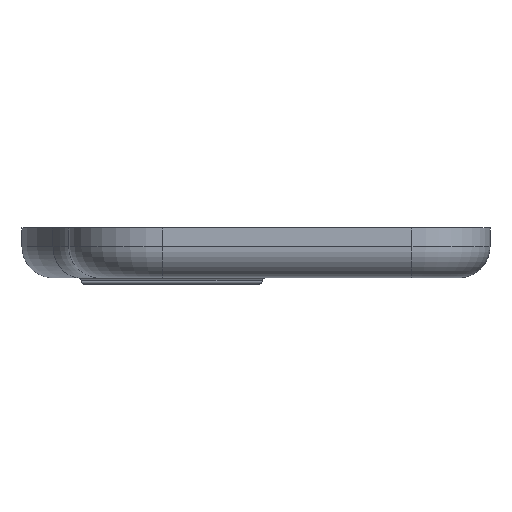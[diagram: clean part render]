
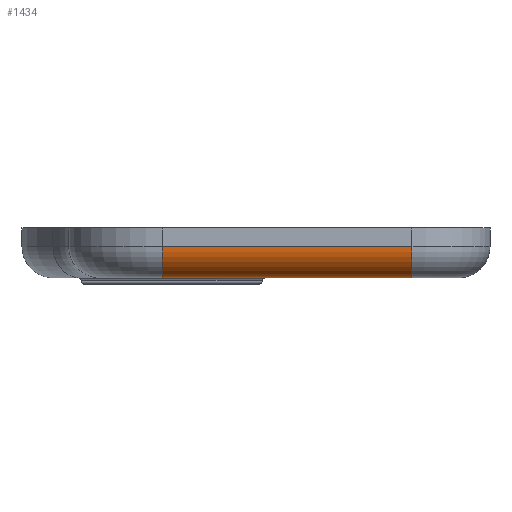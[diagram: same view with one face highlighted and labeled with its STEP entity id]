
A CAD part, left-side view. The second image highlights one B-rep face of the part: STEP entity #1434.
In plain terms, the highlighted cylindrical face has radius 10 mm (diameter 20 mm), a partial arc.
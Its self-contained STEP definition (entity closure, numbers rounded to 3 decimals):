
#253=CIRCLE('',#12841,10.);
#259=CIRCLE('',#12849,10.);
#345=CYLINDRICAL_SURFACE('',#12850,10.);
#748=FACE_OUTER_BOUND('',#5150,.T.);
#1434=ADVANCED_FACE('',(#748),#345,.T.);
#2848=LINE('',#21322,#3942);
#2849=LINE('',#21323,#3943);
#3942=VECTOR('',#14618,1.);
#3943=VECTOR('',#14619,1.);
#5150=EDGE_LOOP('',(#7065,#7066,#7067,#7068));
#7065=ORIENTED_EDGE('',*,*,#11119,.F.);
#7066=ORIENTED_EDGE('',*,*,#11120,.F.);
#7067=ORIENTED_EDGE('',*,*,#11113,.T.);
#7068=ORIENTED_EDGE('',*,*,#11121,.F.);
#9701=VERTEX_POINT('',#21308);
#9702=VERTEX_POINT('',#21309);
#9705=VERTEX_POINT('',#21320);
#9706=VERTEX_POINT('',#21321);
#11113=EDGE_CURVE('',#9701,#9702,#253,.T.);
#11119=EDGE_CURVE('',#9705,#9706,#259,.T.);
#11120=EDGE_CURVE('',#9701,#9705,#2848,.T.);
#11121=EDGE_CURVE('',#9706,#9702,#2849,.T.);
#12841=AXIS2_PLACEMENT_3D('',#21307,#14600,#14601);
#12849=AXIS2_PLACEMENT_3D('',#21319,#14616,#14617);
#12850=AXIS2_PLACEMENT_3D('',#21324,#14620,#14621);
#14600=DIRECTION('',(0.,1.,0.));
#14601=DIRECTION('',(1.,0.,0.));
#14616=DIRECTION('',(0.,1.,0.));
#14617=DIRECTION('',(0.,0.,-1.));
#14618=DIRECTION('',(0.,1.,0.));
#14619=DIRECTION('',(0.,-1.,0.));
#14620=DIRECTION('',(0.,-1.,0.));
#14621=DIRECTION('',(1.,0.,0.));
#21307=CARTESIAN_POINT('',(-80.,-50.,10.));
#21308=CARTESIAN_POINT('',(-80.,-50.,0.));
#21309=CARTESIAN_POINT('',(-90.,-50.,10.));
#21319=CARTESIAN_POINT('',(-80.,30.,10.));
#21320=CARTESIAN_POINT('',(-80.,30.,0.));
#21321=CARTESIAN_POINT('',(-90.,30.,10.));
#21322=CARTESIAN_POINT('',(-80.,19.972,0.));
#21323=CARTESIAN_POINT('',(-90.,30.,10.));
#21324=CARTESIAN_POINT('',(-80.,30.,10.));
